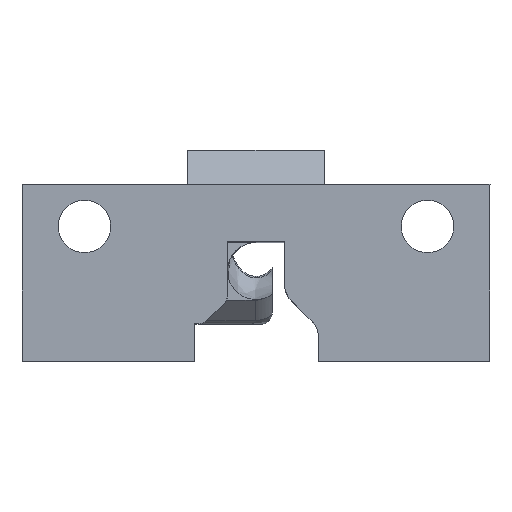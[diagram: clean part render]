
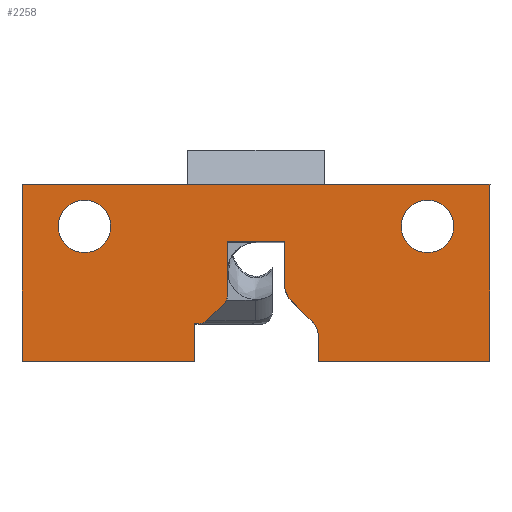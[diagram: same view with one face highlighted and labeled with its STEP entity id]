
A CAD part, top view. The second image highlights one B-rep face of the part: STEP entity #2258.
In plain terms, the highlighted planar face has unit normal (0, 0, 1).
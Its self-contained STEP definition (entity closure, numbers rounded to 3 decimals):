
#26=FACE_BOUND('',#298,.T.);
#27=FACE_BOUND('',#299,.T.);
#38=PLANE('',#2414);
#168=FACE_OUTER_BOUND('',#297,.T.);
#297=EDGE_LOOP('',(#1569,#1570,#1571,#1572,#1573,#1574,#1575,#1576,#1577,
#1578,#1579,#1580,#1581,#1582,#1583,#1584,#1585,#1586));
#298=EDGE_LOOP('',(#1587));
#299=EDGE_LOOP('',(#1588));
#430=LINE('',#3389,#653);
#435=LINE('',#3401,#658);
#444=LINE('',#3427,#667);
#445=LINE('',#3429,#668);
#446=LINE('',#3431,#669);
#447=LINE('',#3433,#670);
#448=LINE('',#3435,#671);
#449=LINE('',#3437,#672);
#450=LINE('',#3439,#673);
#451=LINE('',#3441,#674);
#452=LINE('',#3445,#675);
#453=LINE('',#3449,#676);
#454=LINE('',#3451,#677);
#455=LINE('',#3453,#678);
#653=VECTOR('',#2653,10.);
#658=VECTOR('',#2664,10.);
#667=VECTOR('',#2687,10.);
#668=VECTOR('',#2688,10.);
#669=VECTOR('',#2689,10.);
#670=VECTOR('',#2690,10.);
#671=VECTOR('',#2691,10.);
#672=VECTOR('',#2692,10.);
#673=VECTOR('',#2693,10.);
#674=VECTOR('',#2694,10.);
#675=VECTOR('',#2697,10.);
#676=VECTOR('',#2700,10.);
#677=VECTOR('',#2701,10.);
#678=VECTOR('',#2702,10.);
#869=CIRCLE('',#2393,2.);
#878=CIRCLE('',#2415,1.);
#879=CIRCLE('',#2416,1.);
#880=CIRCLE('',#2417,2.);
#881=CIRCLE('',#2418,2.3);
#882=CIRCLE('',#2419,2.3);
#945=VERTEX_POINT('',#3290);
#946=VERTEX_POINT('',#3292);
#959=VERTEX_POINT('',#3388);
#962=VERTEX_POINT('',#3398);
#973=VERTEX_POINT('',#3426);
#974=VERTEX_POINT('',#3428);
#975=VERTEX_POINT('',#3430);
#976=VERTEX_POINT('',#3432);
#977=VERTEX_POINT('',#3434);
#978=VERTEX_POINT('',#3436);
#979=VERTEX_POINT('',#3438);
#980=VERTEX_POINT('',#3440);
#981=VERTEX_POINT('',#3442);
#982=VERTEX_POINT('',#3444);
#983=VERTEX_POINT('',#3446);
#984=VERTEX_POINT('',#3448);
#985=VERTEX_POINT('',#3450);
#986=VERTEX_POINT('',#3452);
#987=VERTEX_POINT('',#3455);
#988=VERTEX_POINT('',#3457);
#1165=EDGE_CURVE('',#945,#946,#869,.T.);
#1184=EDGE_CURVE('',#946,#959,#430,.T.);
#1190=EDGE_CURVE('',#962,#945,#435,.F.);
#1203=EDGE_CURVE('',#973,#962,#444,.T.);
#1204=EDGE_CURVE('',#973,#974,#445,.T.);
#1205=EDGE_CURVE('',#975,#974,#446,.T.);
#1206=EDGE_CURVE('',#975,#976,#447,.T.);
#1207=EDGE_CURVE('',#977,#976,#448,.T.);
#1208=EDGE_CURVE('',#978,#977,#449,.T.);
#1209=EDGE_CURVE('',#978,#979,#450,.T.);
#1210=EDGE_CURVE('',#979,#980,#451,.T.);
#1211=EDGE_CURVE('',#981,#980,#878,.T.);
#1212=EDGE_CURVE('',#982,#981,#452,.T.);
#1213=EDGE_CURVE('',#983,#982,#879,.T.);
#1214=EDGE_CURVE('',#983,#984,#453,.T.);
#1215=EDGE_CURVE('',#985,#984,#454,.T.);
#1216=EDGE_CURVE('',#986,#985,#455,.T.);
#1217=EDGE_CURVE('',#959,#986,#880,.T.);
#1218=EDGE_CURVE('',#987,#987,#881,.T.);
#1219=EDGE_CURVE('',#988,#988,#882,.T.);
#1569=ORIENTED_EDGE('',*,*,#1190,.F.);
#1570=ORIENTED_EDGE('',*,*,#1203,.F.);
#1571=ORIENTED_EDGE('',*,*,#1204,.T.);
#1572=ORIENTED_EDGE('',*,*,#1205,.F.);
#1573=ORIENTED_EDGE('',*,*,#1206,.T.);
#1574=ORIENTED_EDGE('',*,*,#1207,.F.);
#1575=ORIENTED_EDGE('',*,*,#1208,.F.);
#1576=ORIENTED_EDGE('',*,*,#1209,.T.);
#1577=ORIENTED_EDGE('',*,*,#1210,.T.);
#1578=ORIENTED_EDGE('',*,*,#1211,.F.);
#1579=ORIENTED_EDGE('',*,*,#1212,.F.);
#1580=ORIENTED_EDGE('',*,*,#1213,.F.);
#1581=ORIENTED_EDGE('',*,*,#1214,.T.);
#1582=ORIENTED_EDGE('',*,*,#1215,.F.);
#1583=ORIENTED_EDGE('',*,*,#1216,.F.);
#1584=ORIENTED_EDGE('',*,*,#1217,.F.);
#1585=ORIENTED_EDGE('',*,*,#1184,.F.);
#1586=ORIENTED_EDGE('',*,*,#1165,.F.);
#1587=ORIENTED_EDGE('',*,*,#1218,.F.);
#1588=ORIENTED_EDGE('',*,*,#1219,.F.);
#2258=ADVANCED_FACE('',(#168,#26,#27),#38,.F.);
#2393=AXIS2_PLACEMENT_3D('',#3293,#2622,#2623);
#2414=AXIS2_PLACEMENT_3D('',#3425,#2685,#2686);
#2415=AXIS2_PLACEMENT_3D('',#3443,#2695,#2696);
#2416=AXIS2_PLACEMENT_3D('',#3447,#2698,#2699);
#2417=AXIS2_PLACEMENT_3D('',#3454,#2703,#2704);
#2418=AXIS2_PLACEMENT_3D('',#3456,#2705,#2706);
#2419=AXIS2_PLACEMENT_3D('',#3458,#2707,#2708);
#2622=DIRECTION('center_axis',(0.,0.,
1.));
#2623=DIRECTION('ref_axis',(0.924,0.383,0.));
#2653=DIRECTION('',(-0.707,0.707,0.));
#2664=DIRECTION('',(0.,-1.,0.));
#2685=DIRECTION('center_axis',(0.,0.,
-1.));
#2686=DIRECTION('ref_axis',(1.,0.,0.));
#2687=DIRECTION('',(-1.,0.,0.));
#2688=DIRECTION('',(0.,1.,0.));
#2689=DIRECTION('',(1.,0.,0.));
#2690=DIRECTION('',(0.,-1.,0.));
#2691=DIRECTION('',(-1.,0.,0.));
#2692=DIRECTION('',(-1.,0.,0.));
#2693=DIRECTION('',(0.,1.,0.));
#2694=DIRECTION('',(1.,0.,0.));
#2695=DIRECTION('center_axis',(0.,0.,
-1.));
#2696=DIRECTION('ref_axis',(0.383,-0.924,0.));
#2697=DIRECTION('',(-0.707,-0.707,0.));
#2698=DIRECTION('center_axis',(0.,0.,
-1.));
#2699=DIRECTION('ref_axis',(0.924,-0.383,0.));
#2700=DIRECTION('',(0.,1.,0.));
#2701=DIRECTION('',(-1.,0.,0.));
#2702=DIRECTION('',(0.,1.,0.));
#2703=DIRECTION('center_axis',(0.,0.,
-1.));
#2704=DIRECTION('ref_axis',(-0.924,-0.383,0.));
#2705=DIRECTION('center_axis',(0.,0.,
1.));
#2706=DIRECTION('ref_axis',(1.,0.,0.));
#2707=DIRECTION('center_axis',(0.,0.,
1.));
#2708=DIRECTION('ref_axis',(1.,0.,0.));
#3290=CARTESIAN_POINT('',(5.898,-9.954,-4.188));
#3292=CARTESIAN_POINT('',(5.312,-8.54,-4.188));
#3293=CARTESIAN_POINT('Origin',(3.898,-9.954,-4.188));
#3388=CARTESIAN_POINT('',(3.483,-6.712,-4.188));
#3389=CARTESIAN_POINT('',(2.509,-5.738,-4.188));
#3398=CARTESIAN_POINT('',(5.898,-12.022,-4.188));
#3401=CARTESIAN_POINT('',(5.898,-8.147,-4.188));
#3425=CARTESIAN_POINT('Origin',(0.398,-4.272,-4.188));
#3426=CARTESIAN_POINT('',(20.898,-12.022,-4.188));
#3427=CARTESIAN_POINT('',(22.894,-12.022,-4.188));
#3428=CARTESIAN_POINT('',(20.898,3.478,-4.188));
#3429=CARTESIAN_POINT('',(20.898,-8.397,-4.188));
#3430=CARTESIAN_POINT('',(-20.102,3.478,-4.188));
#3431=CARTESIAN_POINT('',(-22.102,3.478,-4.188));
#3432=CARTESIAN_POINT('',(-20.102,-12.022,-4.188));
#3433=CARTESIAN_POINT('',(-20.102,-0.397,-4.188));
#3434=CARTESIAN_POINT('',(-18.602,-12.022,-4.188));
#3435=CARTESIAN_POINT('',(-18.602,-12.022,-4.188));
#3436=CARTESIAN_POINT('',(-5.002,-12.022,-4.188));
#3437=CARTESIAN_POINT('',(-4.902,-12.022,-4.188));
#3438=CARTESIAN_POINT('',(-5.002,-8.725,-4.188));
#3439=CARTESIAN_POINT('',(-5.002,-6.599,-4.188));
#3440=CARTESIAN_POINT('',(-4.617,-8.725,-4.188));
#3441=CARTESIAN_POINT('',(-2.252,-8.725,-4.188));
#3442=CARTESIAN_POINT('',(-3.91,-8.432,-4.188));
#3443=CARTESIAN_POINT('Origin',(-4.617,-7.725,-4.188));
#3444=CARTESIAN_POINT('',(-2.395,-6.918,-4.188));
#3445=CARTESIAN_POINT('',(-1.414,-5.937,-4.188));
#3446=CARTESIAN_POINT('',(-2.102,-6.211,-4.188));
#3447=CARTESIAN_POINT('Origin',(-3.102,-6.211,-4.188));
#3448=CARTESIAN_POINT('',(-2.102,-1.564,-4.188));
#3449=CARTESIAN_POINT('',(-2.102,-3.022,-4.188));
#3450=CARTESIAN_POINT('',(2.898,-1.564,-4.188));
#3451=CARTESIAN_POINT('',(2.898,-1.564,-4.188));
#3452=CARTESIAN_POINT('',(2.898,-5.298,-4.188));
#3453=CARTESIAN_POINT('',(2.898,-8.926,-4.188));
#3454=CARTESIAN_POINT('Origin',(4.898,-5.298,-4.188));
#3455=CARTESIAN_POINT('',(13.123,-0.192,-4.188));
#3456=CARTESIAN_POINT('Origin',(15.423,-0.192,-4.188));
#3457=CARTESIAN_POINT('',(-16.927,-0.192,-4.188));
#3458=CARTESIAN_POINT('Origin',(-14.627,-0.192,-4.188));
